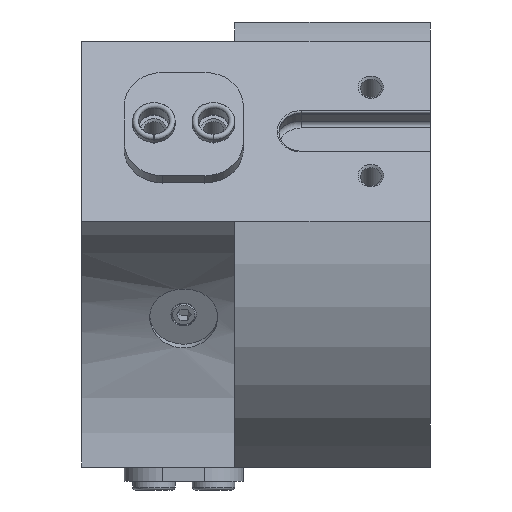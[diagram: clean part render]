
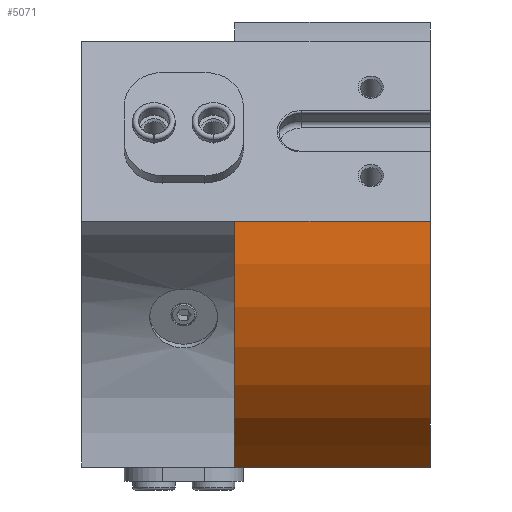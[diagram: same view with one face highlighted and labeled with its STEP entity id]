
A CAD part, left-side view. The second image highlights one B-rep face of the part: STEP entity #5071.
In plain terms, the highlighted cylindrical face has radius 29 mm (diameter 58 mm), a partial arc.
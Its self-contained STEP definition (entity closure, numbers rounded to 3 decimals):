
#98=CYLINDRICAL_SURFACE('',#5552,29.);
#356=CIRCLE('',#5528,29.);
#374=CIRCLE('',#5547,29.);
#770=ORIENTED_EDGE('',*,*,#2122,.T.);
#771=ORIENTED_EDGE('',*,*,#2158,.F.);
#772=ORIENTED_EDGE('',*,*,#2154,.F.);
#773=ORIENTED_EDGE('',*,*,#1985,.T.);
#1985=EDGE_CURVE('',#2685,#2684,#3179,.T.);
#2122=EDGE_CURVE('',#2684,#2817,#356,.T.);
#2154=EDGE_CURVE('',#2685,#2750,#374,.T.);
#2158=EDGE_CURVE('',#2750,#2817,#3259,.T.);
#2684=VERTEX_POINT('',#7768);
#2685=VERTEX_POINT('',#7770);
#2750=VERTEX_POINT('',#7954);
#2817=VERTEX_POINT('',#8111);
#3179=LINE('',#7769,#3581);
#3259=LINE('',#8182,#3661);
#3581=VECTOR('',#6102,1000.);
#3661=VECTOR('',#6380,1000.);
#4010=EDGE_LOOP('',(#770,#771,#772,#773));
#4468=FACE_BOUND('',#4010,.T.);
#5071=ADVANCED_FACE('',(#4468),#98,.T.);
#5528=AXIS2_PLACEMENT_3D('',#8112,#6316,#6317);
#5547=AXIS2_PLACEMENT_3D('',#8174,#6368,#6369);
#5552=AXIS2_PLACEMENT_3D('',#8181,#6378,#6379);
#6102=DIRECTION('',(0.,-1.,0.));
#6316=DIRECTION('',(0.,1.,0.));
#6317=DIRECTION('',(1.,0.,0.));
#6368=DIRECTION('',(0.,1.,0.));
#6369=DIRECTION('',(1.,0.,0.));
#6378=DIRECTION('',(0.,-1.,0.));
#6379=DIRECTION('',(0.,0.,-1.));
#6380=DIRECTION('',(0.,-1.,0.));
#7768=CARTESIAN_POINT('',(-12.219,0.,-26.3));
#7769=CARTESIAN_POINT('',(-12.219,23.,-26.3));
#7770=CARTESIAN_POINT('',(-12.219,23.,-26.3));
#7954=CARTESIAN_POINT('',(-28.886,23.,2.568));
#8111=CARTESIAN_POINT('',(-28.886,0.,2.568));
#8112=CARTESIAN_POINT('',(0.,0.,0.));
#8174=CARTESIAN_POINT('',(0.,23.,0.));
#8181=CARTESIAN_POINT('',(0.,23.,0.));
#8182=CARTESIAN_POINT('',(-28.886,23.,2.568));
